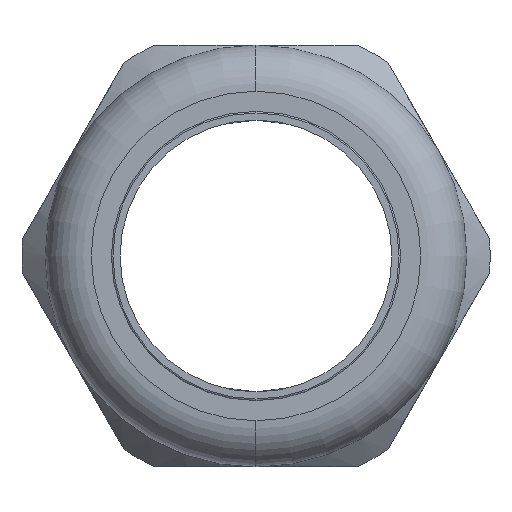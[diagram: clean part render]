
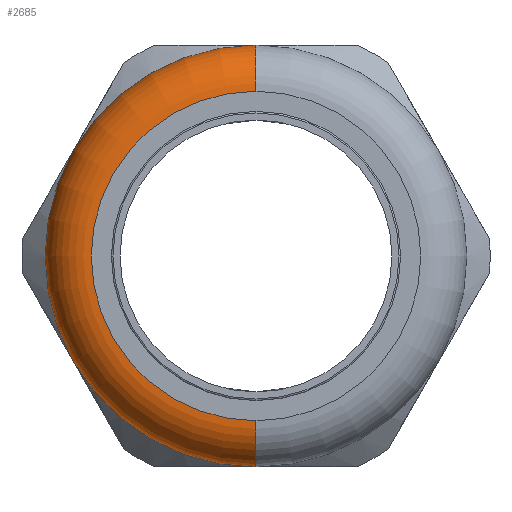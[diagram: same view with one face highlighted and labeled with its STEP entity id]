
A CAD part, left-side view. The second image highlights one B-rep face of the part: STEP entity #2685.
In plain terms, the highlighted toroidal (fillet/blend) face has major radius 25.4 mm and minor radius 7.112 mm.
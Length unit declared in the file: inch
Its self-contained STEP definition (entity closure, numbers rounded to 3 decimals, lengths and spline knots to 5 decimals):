
#343 = DIRECTION ( 'NONE',  ( 0., 0., 1. ) ) ;
#344 = DIRECTION ( 'NONE',  ( -1., 0., 0. ) ) ;
#345 = CARTESIAN_POINT ( 'NONE',  ( -1.96, 0., 0. ) ) ;
#346 = AXIS2_PLACEMENT_3D ( 'NONE', #345, #344, #343 ) ;
#348 = TOROIDAL_SURFACE ( 'NONE', #346, 1., 0.28 ) ;
#349 = FACE_OUTER_BOUND ( 'NONE', #2686, .T. ) ;
#398 = CARTESIAN_POINT ( 'NONE',  ( -1.96, 0., -1.28 ) ) ;
#399 = DIRECTION ( 'NONE',  ( 0., 0., 1. ) ) ;
#400 = DIRECTION ( 'NONE',  ( 0., 1., 0. ) ) ;
#401 = CARTESIAN_POINT ( 'NONE',  ( -1.96, 0., -1. ) ) ;
#402 = AXIS2_PLACEMENT_3D ( 'NONE', #401, #400, #399 ) ;
#403 = CIRCLE ( 'NONE', #402, 0.28 ) ;
#477 = DIRECTION ( 'NONE',  ( 0., 0., -1. ) ) ;
#478 = DIRECTION ( 'NONE',  ( 0., -1., 0. ) ) ;
#479 = CARTESIAN_POINT ( 'NONE',  ( -1.96, 0., 1. ) ) ;
#480 = AXIS2_PLACEMENT_3D ( 'NONE', #479, #478, #477 ) ;
#481 = CIRCLE ( 'NONE', #480, 0.28 ) ;
#490 = DIRECTION ( 'NONE',  ( -1., 0., 0. ) ) ;
#491 = AXIS2_PLACEMENT_3D ( 'NONE', #499, #490, #557 ) ;
#492 = CIRCLE ( 'NONE', #491, 1. ) ;
#499 = CARTESIAN_POINT ( 'NONE',  ( -2.24, 0., 0. ) ) ;
#556 = CARTESIAN_POINT ( 'NONE',  ( -2.24, 0., 1. ) ) ;
#557 = DIRECTION ( 'NONE',  ( 0., 0., 1. ) ) ;
#621 = CARTESIAN_POINT ( 'NONE',  ( -1.96, 0., 1.28 ) ) ;
#622 = CARTESIAN_POINT ( 'NONE',  ( -2.24, 0., -1. ) ) ;
#2224 = DIRECTION ( 'NONE',  ( 0., 0., 1. ) ) ;
#2225 = DIRECTION ( 'NONE',  ( 1., 0., 0. ) ) ;
#2226 = CARTESIAN_POINT ( 'NONE',  ( -1.96, 0., 0. ) ) ;
#2227 = AXIS2_PLACEMENT_3D ( 'NONE', #2226, #2225, #2224 ) ;
#2228 = CIRCLE ( 'NONE', #2227, 1.28 ) ;
#2685 = ADVANCED_FACE ( 'NONE', ( #349 ), #348, .T. ) ;
#2686 = EDGE_LOOP ( 'NONE', ( #2687, #2777, #2765, #2747 ) ) ;
#2687 = ORIENTED_EDGE ( 'NONE', *, *, #3887, .F. ) ;
#2722 = EDGE_CURVE ( 'NONE', #2723, #2817, #403, .T. ) ;
#2723 = VERTEX_POINT ( 'NONE', #398 ) ;
#2747 = ORIENTED_EDGE ( 'NONE', *, *, #2748, .F. ) ;
#2748 = EDGE_CURVE ( 'NONE', #2818, #2779, #481, .T. ) ;
#2765 = ORIENTED_EDGE ( 'NONE', *, *, #2778, .F. ) ;
#2777 = ORIENTED_EDGE ( 'NONE', *, *, #2722, .T. ) ;
#2778 = EDGE_CURVE ( 'NONE', #2779, #2817, #492, .T. ) ;
#2779 = VERTEX_POINT ( 'NONE', #556 ) ;
#2817 = VERTEX_POINT ( 'NONE', #622 ) ;
#2818 = VERTEX_POINT ( 'NONE', #621 ) ;
#3887 = EDGE_CURVE ( 'NONE', #2723, #2818, #2228, .T. ) ;
